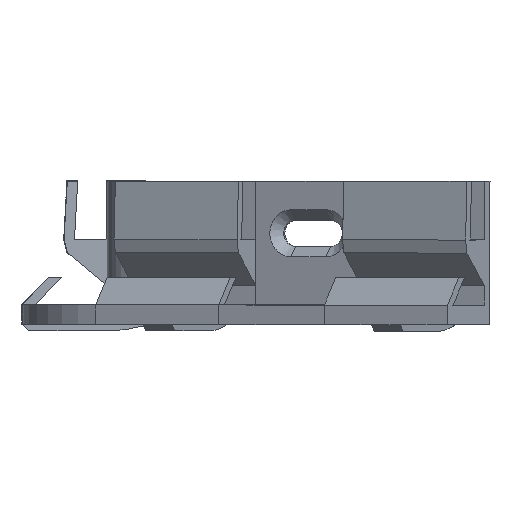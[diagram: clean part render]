
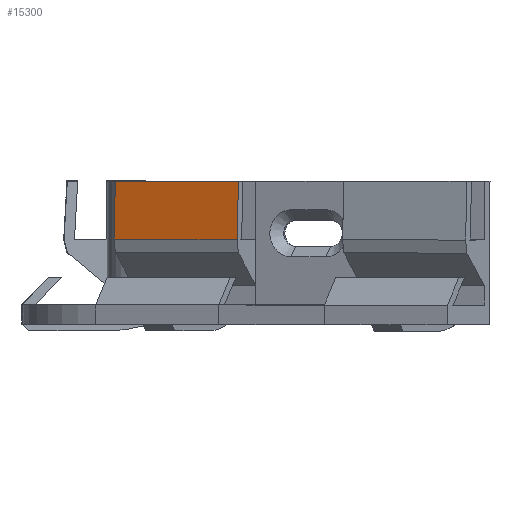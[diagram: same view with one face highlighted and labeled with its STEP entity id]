
A CAD part, left-side view. The second image highlights one B-rep face of the part: STEP entity #15300.
In plain terms, the highlighted face is planar.
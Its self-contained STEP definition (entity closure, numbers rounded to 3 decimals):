
#13405 = PLANE('',#13406);
#13406 = AXIS2_PLACEMENT_3D('',#13407,#13408,#13409);
#13407 = CARTESIAN_POINT('',(-10.5,5.766,9.503));
#13408 = DIRECTION('',(-1.,0.,0.));
#13409 = DIRECTION('',(0.,0.,1.));
#13839 = PLANE('',#13840);
#13840 = AXIS2_PLACEMENT_3D('',#13841,#13842,#13843);
#13841 = CARTESIAN_POINT('',(10.5,5.766,9.503));
#13842 = DIRECTION('',(-1.,0.,0.));
#13843 = DIRECTION('',(0.,0.,1.));
#14099 = VERTEX_POINT('',#14100);
#14100 = CARTESIAN_POINT('',(-10.5,8.1,22.));
#14114 = PLANE('',#14115);
#14115 = AXIS2_PLACEMENT_3D('',#14116,#14117,#14118);
#14116 = CARTESIAN_POINT('',(0.,6.5,22.));
#14117 = DIRECTION('',(0.,0.,-1.));
#14118 = DIRECTION('',(0.,1.,0.));
#14126 = EDGE_CURVE('',#14099,#14127,#14129,.T.);
#14127 = VERTEX_POINT('',#14128);
#14128 = CARTESIAN_POINT('',(-10.5,8.6,13.));
#14129 = SURFACE_CURVE('',#14130,(#14134,#14141),.PCURVE_S1.);
#14130 = LINE('',#14131,#14132);
#14131 = CARTESIAN_POINT('',(-10.5,8.1,22.));
#14132 = VECTOR('',#14133,1.);
#14133 = DIRECTION('',(0.,0.055,-0.998));
#14134 = PCURVE('',#13405,#14135);
#14135 = DEFINITIONAL_REPRESENTATION('',(#14136),#14140);
#14136 = LINE('',#14137,#14138);
#14137 = CARTESIAN_POINT('',(12.497,2.334));
#14138 = VECTOR('',#14139,1.);
#14139 = DIRECTION('',(-0.998,0.055));
#14140 = ( GEOMETRIC_REPRESENTATION_CONTEXT(2) 
PARAMETRIC_REPRESENTATION_CONTEXT() REPRESENTATION_CONTEXT('2D SPACE',''
  ) );
#14141 = PCURVE('',#14142,#14147);
#14142 = PLANE('',#14143);
#14143 = AXIS2_PLACEMENT_3D('',#14144,#14145,#14146);
#14144 = CARTESIAN_POINT('',(0.,8.1,22.));
#14145 = DIRECTION('',(-0.,-0.998,-0.055));
#14146 = DIRECTION('',(0.,0.055,-0.998));
#14147 = DEFINITIONAL_REPRESENTATION('',(#14148),#14152);
#14148 = LINE('',#14149,#14150);
#14149 = CARTESIAN_POINT('',(0.,-10.5));
#14150 = VECTOR('',#14151,1.);
#14151 = DIRECTION('',(1.,0.));
#14152 = ( GEOMETRIC_REPRESENTATION_CONTEXT(2) 
PARAMETRIC_REPRESENTATION_CONTEXT() REPRESENTATION_CONTEXT('2D SPACE',''
  ) );
#14170 = PLANE('',#14171);
#14171 = AXIS2_PLACEMENT_3D('',#14172,#14173,#14174);
#14172 = CARTESIAN_POINT('',(0.,8.6,13.));
#14173 = DIRECTION('',(0.,-0.97,0.243));
#14174 = DIRECTION('',(-0.,-0.243,-0.97));
#14945 = VERTEX_POINT('',#14946);
#14946 = CARTESIAN_POINT('',(10.5,8.1,22.));
#14967 = EDGE_CURVE('',#14945,#14968,#14970,.T.);
#14968 = VERTEX_POINT('',#14969);
#14969 = CARTESIAN_POINT('',(10.5,8.6,13.));
#14970 = SURFACE_CURVE('',#14971,(#14975,#14982),.PCURVE_S1.);
#14971 = LINE('',#14972,#14973);
#14972 = CARTESIAN_POINT('',(10.5,8.1,22.));
#14973 = VECTOR('',#14974,1.);
#14974 = DIRECTION('',(0.,0.055,-0.998));
#14975 = PCURVE('',#13839,#14976);
#14976 = DEFINITIONAL_REPRESENTATION('',(#14977),#14981);
#14977 = LINE('',#14978,#14979);
#14978 = CARTESIAN_POINT('',(12.497,2.334));
#14979 = VECTOR('',#14980,1.);
#14980 = DIRECTION('',(-0.998,0.055));
#14981 = ( GEOMETRIC_REPRESENTATION_CONTEXT(2) 
PARAMETRIC_REPRESENTATION_CONTEXT() REPRESENTATION_CONTEXT('2D SPACE',''
  ) );
#14982 = PCURVE('',#14142,#14983);
#14983 = DEFINITIONAL_REPRESENTATION('',(#14984),#14988);
#14984 = LINE('',#14985,#14986);
#14985 = CARTESIAN_POINT('',(0.,10.5));
#14986 = VECTOR('',#14987,1.);
#14987 = DIRECTION('',(1.,0.));
#14988 = ( GEOMETRIC_REPRESENTATION_CONTEXT(2) 
PARAMETRIC_REPRESENTATION_CONTEXT() REPRESENTATION_CONTEXT('2D SPACE',''
  ) );
#15278 = EDGE_CURVE('',#14945,#14099,#15279,.T.);
#15279 = SURFACE_CURVE('',#15280,(#15284,#15291),.PCURVE_S1.);
#15280 = LINE('',#15281,#15282);
#15281 = CARTESIAN_POINT('',(10.5,8.1,22.));
#15282 = VECTOR('',#15283,1.);
#15283 = DIRECTION('',(-1.,0.,0.));
#15284 = PCURVE('',#14114,#15285);
#15285 = DEFINITIONAL_REPRESENTATION('',(#15286),#15290);
#15286 = LINE('',#15287,#15288);
#15287 = CARTESIAN_POINT('',(1.6,10.5));
#15288 = VECTOR('',#15289,1.);
#15289 = DIRECTION('',(0.,-1.));
#15290 = ( GEOMETRIC_REPRESENTATION_CONTEXT(2) 
PARAMETRIC_REPRESENTATION_CONTEXT() REPRESENTATION_CONTEXT('2D SPACE',''
  ) );
#15291 = PCURVE('',#14142,#15292);
#15292 = DEFINITIONAL_REPRESENTATION('',(#15293),#15297);
#15293 = LINE('',#15294,#15295);
#15294 = CARTESIAN_POINT('',(0.,10.5));
#15295 = VECTOR('',#15296,1.);
#15296 = DIRECTION('',(0.,-1.));
#15297 = ( GEOMETRIC_REPRESENTATION_CONTEXT(2) 
PARAMETRIC_REPRESENTATION_CONTEXT() REPRESENTATION_CONTEXT('2D SPACE',''
  ) );
#15300 = ADVANCED_FACE('',(#15301),#14142,.F.);
#15301 = FACE_BOUND('',#15302,.F.);
#15302 = EDGE_LOOP('',(#15303,#15304,#15325,#15326));
#15303 = ORIENTED_EDGE('',*,*,#14126,.T.);
#15304 = ORIENTED_EDGE('',*,*,#15305,.F.);
#15305 = EDGE_CURVE('',#14968,#14127,#15306,.T.);
#15306 = SURFACE_CURVE('',#15307,(#15311,#15318),.PCURVE_S1.);
#15307 = LINE('',#15308,#15309);
#15308 = CARTESIAN_POINT('',(10.5,8.6,13.));
#15309 = VECTOR('',#15310,1.);
#15310 = DIRECTION('',(-1.,0.,0.));
#15311 = PCURVE('',#14142,#15312);
#15312 = DEFINITIONAL_REPRESENTATION('',(#15313),#15317);
#15313 = LINE('',#15314,#15315);
#15314 = CARTESIAN_POINT('',(9.014,10.5));
#15315 = VECTOR('',#15316,1.);
#15316 = DIRECTION('',(0.,-1.));
#15317 = ( GEOMETRIC_REPRESENTATION_CONTEXT(2) 
PARAMETRIC_REPRESENTATION_CONTEXT() REPRESENTATION_CONTEXT('2D SPACE',''
  ) );
#15318 = PCURVE('',#14170,#15319);
#15319 = DEFINITIONAL_REPRESENTATION('',(#15320),#15324);
#15320 = LINE('',#15321,#15322);
#15321 = CARTESIAN_POINT('',(-0.,10.5));
#15322 = VECTOR('',#15323,1.);
#15323 = DIRECTION('',(0.,-1.));
#15324 = ( GEOMETRIC_REPRESENTATION_CONTEXT(2) 
PARAMETRIC_REPRESENTATION_CONTEXT() REPRESENTATION_CONTEXT('2D SPACE',''
  ) );
#15325 = ORIENTED_EDGE('',*,*,#14967,.F.);
#15326 = ORIENTED_EDGE('',*,*,#15278,.T.);
